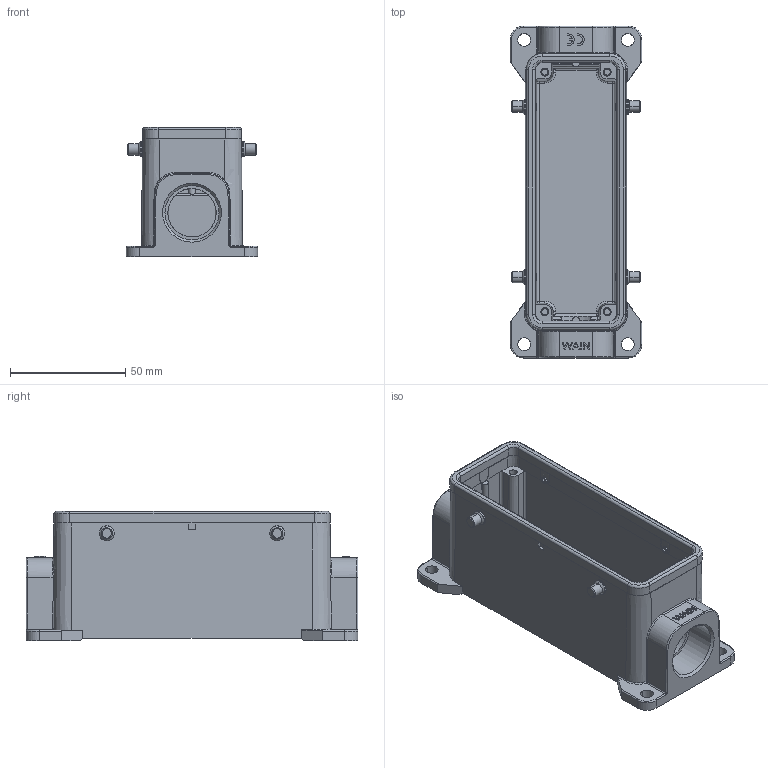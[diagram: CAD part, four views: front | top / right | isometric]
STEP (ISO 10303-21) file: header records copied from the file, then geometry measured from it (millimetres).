
FILE_DESCRIPTION(/* description */ (''),/* implementation_level */ '2;1');
FILE_NAME(/* name */ 'H24B-SF-4B-M25.stp',/* time_stamp */ '2023-08-31T14:27:43+08:00',/* author */ (''),/* organization */ (''),/* preprocessor_version */ 'ST-DEVELOPER v18.1',/* originating_system */ 'SIEMENS PLM Software NX 1980',/* authorisation */ '');
FILE_SCHEMA (('AUTOMOTIVE_DESIGN { 1 0 10303 214 3 1 1 1 }'));
Length unit declared in the file: millimetre
Products named in the file (1): 13844B44AEF68pbt
Bounding box: 57 x 144 x 56 mm (x, y, z)
Volume: 108309.5 mm3; surface area: 54806.2 mm2
Topology: 6 solids, 6 shells, 482 faces, 1226 edges, 769 vertices
Faces by surface type: plane 206, cylinder 178, torus 48, cone 38, sphere 8, bspline 4
Full cylindrical faces by diameter (mm): 3 x4, 21 x1, 23.5 x2
Entity records: 14970 total; most frequent: CARTESIAN_POINT 3420, ORIENTED_EDGE 2390, DIRECTION 2385, EDGE_CURVE 1195, AXIS2_PLACEMENT_3D 877, VERTEX_POINT 763, LINE 631, VECTOR 631
